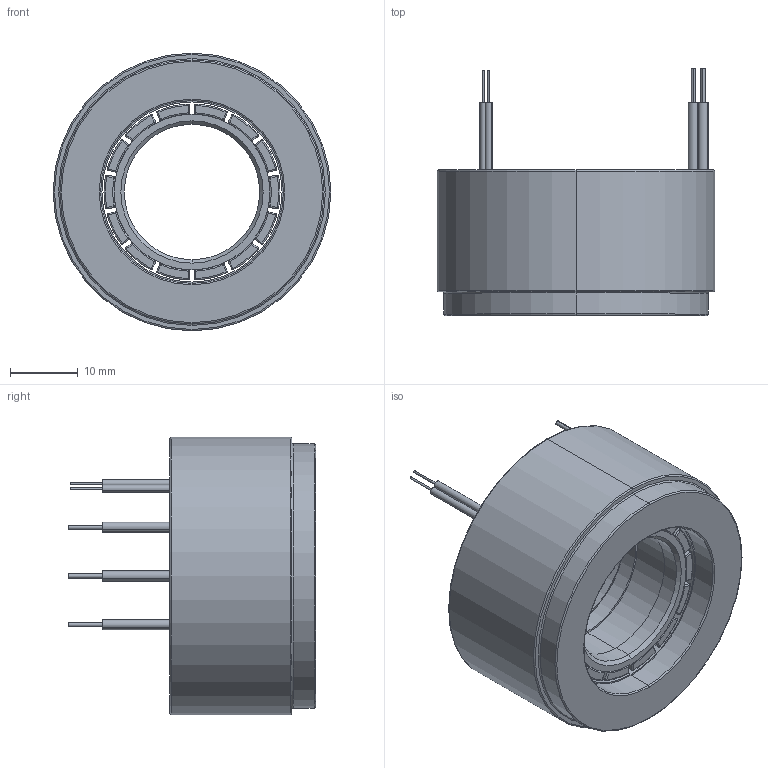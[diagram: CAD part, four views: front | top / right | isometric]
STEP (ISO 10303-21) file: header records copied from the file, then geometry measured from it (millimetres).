
FILE_DESCRIPTION (( 'STEP AP214' ), '1' );
FILE_NAME ('FMI501201.STEP', '2019-02-05T10:27:32', ( '' ), ( '' ), 'SwSTEP 2.0', 'SolidWorks 2017', '' );
FILE_SCHEMA (( 'AUTOMOTIVE_DESIGN' ));
Length unit declared in the file: millimetre
Products named in the file (9): Wire50_儣; FMI501201; Isolation50-NTC_Blue; Compound50_儣; Isolation50-1_0; 枟蝂鼏50_.; NTC_Wires^FMI501201_.; rotor 50; Isolation50-NTC_Brown
Assembly tree (25 placements, depth 2):
  FMI501201
    Compound50_儣
    Wire50_儣  x3
    Isolation50-1_0  x3
    rotor 50
    枟蝂鼏50_.  x14
    NTC_Wires^FMI501201_.
    Isolation50-NTC_Blue
    Isolation50-NTC_Brown
Bounding box: 41 x 36.5 x 41 mm (x, y, z)
Volume: 18200.3 mm3; surface area: 10520.4 mm2
Topology: 26 solids, 26 shells, 485 faces, 1044 edges, 504 vertices
Faces by surface type: cylinder 216, sphere 112, plane 85, torus 68, cone 4
Entity records: 3156 total; most frequent: DIRECTION 588, CARTESIAN_POINT 439, ORIENTED_EDGE 388, AXIS2_PLACEMENT_3D 265, EDGE_CURVE 194, CIRCLE 136, VERTEX_POINT 116, EDGE_LOOP 116
